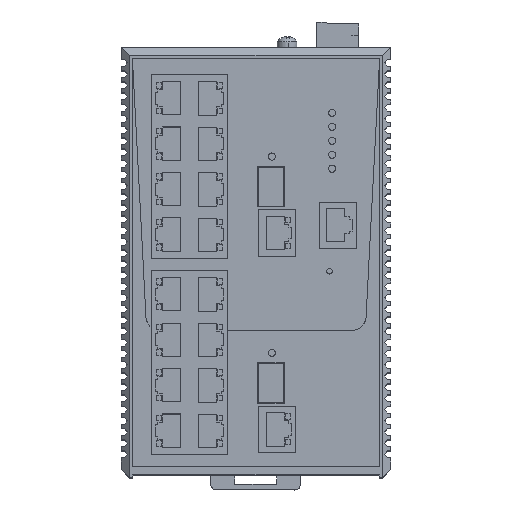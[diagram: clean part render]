
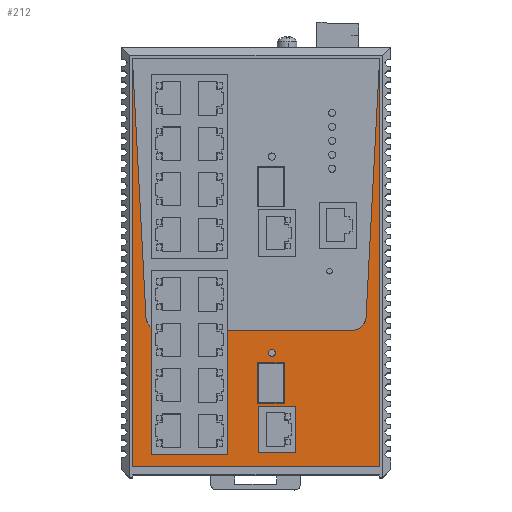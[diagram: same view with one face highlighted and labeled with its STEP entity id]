
A CAD part, top view. The second image highlights one B-rep face of the part: STEP entity #212.
In plain terms, the highlighted planar face has unit normal (0, 0, 1).
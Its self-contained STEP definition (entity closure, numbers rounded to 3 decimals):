
#34=AXIS2_PLACEMENT_3D('Plane Axis2P3D',#31,#32,#33) ;
#38=AXIS2_PLACEMENT_3D('Circle Axis2P3D',#36,#37,$) ;
#82=AXIS2_PLACEMENT_3D('Circle Axis2P3D',#80,#81,$) ;
#128=AXIS2_PLACEMENT_3D('Circle Axis2P3D',#126,#127,$) ;
#137=AXIS2_PLACEMENT_3D('Circle Axis2P3D',#135,#136,$) ;
#31=CARTESIAN_POINT('Axis2P3D Location',(48.2,81.2,118.9)) ;
#36=CARTESIAN_POINT('Axis2P3D Location',(13.846,61.867,118.9)) ;
#40=CARTESIAN_POINT('Vertex',(8.853,61.605,118.9)) ;
#42=CARTESIAN_POINT('Vertex',(10.8,57.901,118.9)) ;
#45=CARTESIAN_POINT('Line Origine',(6.426,107.902,118.9)) ;
#49=CARTESIAN_POINT('Vertex',(4.,154.2,118.9)) ;
#52=CARTESIAN_POINT('Line Origine',(4.,81.2,118.9)) ;
#56=CARTESIAN_POINT('Vertex',(4.,8.2,118.9)) ;
#59=CARTESIAN_POINT('Line Origine',(48.2,8.2,118.9)) ;
#63=CARTESIAN_POINT('Vertex',(92.4,8.2,118.9)) ;
#66=CARTESIAN_POINT('Line Origine',(92.4,81.2,118.9)) ;
#70=CARTESIAN_POINT('Vertex',(92.4,154.2,118.9)) ;
#73=CARTESIAN_POINT('Line Origine',(89.974,107.902,118.9)) ;
#77=CARTESIAN_POINT('Vertex',(87.547,61.605,118.9)) ;
#80=CARTESIAN_POINT('Axis2P3D Location',(82.554,61.867,118.9)) ;
#84=CARTESIAN_POINT('Vertex',(82.554,56.867,118.9)) ;
#87=CARTESIAN_POINT('Line Origine',(60.302,56.867,118.9)) ;
#91=CARTESIAN_POINT('Vertex',(38.05,56.867,118.9)) ;
#94=CARTESIAN_POINT('Line Origine',(38.05,34.661,118.9)) ;
#98=CARTESIAN_POINT('Vertex',(38.05,12.455,118.9)) ;
#101=CARTESIAN_POINT('Line Origine',(24.425,12.455,118.9)) ;
#105=CARTESIAN_POINT('Vertex',(10.8,12.455,118.9)) ;
#108=CARTESIAN_POINT('Line Origine',(10.8,35.178,118.9)) ;
#126=CARTESIAN_POINT('Axis2P3D Location',(53.85,48.85,118.9)) ;
#130=CARTESIAN_POINT('Vertex',(55.123,48.85,118.9)) ;
#132=CARTESIAN_POINT('Vertex',(52.577,48.85,118.9)) ;
#135=CARTESIAN_POINT('Axis2P3D Location',(53.85,48.85,118.9)) ;
#144=CARTESIAN_POINT('Line Origine',(49.133,21.5,118.9)) ;
#148=CARTESIAN_POINT('Vertex',(49.133,29.75,118.9)) ;
#150=CARTESIAN_POINT('Vertex',(49.133,13.25,118.9)) ;
#153=CARTESIAN_POINT('Line Origine',(55.758,29.75,118.9)) ;
#157=CARTESIAN_POINT('Vertex',(62.383,29.75,118.9)) ;
#160=CARTESIAN_POINT('Line Origine',(62.383,21.5,118.9)) ;
#164=CARTESIAN_POINT('Vertex',(62.383,13.25,118.9)) ;
#167=CARTESIAN_POINT('Line Origine',(55.758,13.25,118.9)) ;
#178=CARTESIAN_POINT('Line Origine',(53.525,30.881,118.9)) ;
#182=CARTESIAN_POINT('Vertex',(48.75,30.881,118.9)) ;
#184=CARTESIAN_POINT('Vertex',(58.3,30.881,118.9)) ;
#187=CARTESIAN_POINT('Line Origine',(48.75,38.131,118.9)) ;
#191=CARTESIAN_POINT('Vertex',(48.75,45.381,118.9)) ;
#194=CARTESIAN_POINT('Line Origine',(53.525,45.381,118.9)) ;
#198=CARTESIAN_POINT('Vertex',(58.3,45.381,118.9)) ;
#201=CARTESIAN_POINT('Line Origine',(58.3,38.131,118.9)) ;
#32=DIRECTION('Axis2P3D Direction',(0.,0.,1.)) ;
#33=DIRECTION('Axis2P3D XDirection',(1.,0.,0.)) ;
#37=DIRECTION('Axis2P3D Direction',(0.,0.,1.)) ;
#46=DIRECTION('Vector Direction',(-0.052,0.999,0.)) ;
#53=DIRECTION('Vector Direction',(0.,-1.,0.)) ;
#60=DIRECTION('Vector Direction',(-1.,0.,0.)) ;
#67=DIRECTION('Vector Direction',(0.,-1.,0.)) ;
#74=DIRECTION('Vector Direction',(-0.052,-0.999,0.)) ;
#81=DIRECTION('Axis2P3D Direction',(0.,0.,1.)) ;
#88=DIRECTION('Vector Direction',(-1.,0.,0.)) ;
#95=DIRECTION('Vector Direction',(0.,1.,0.)) ;
#102=DIRECTION('Vector Direction',(1.,0.,0.)) ;
#109=DIRECTION('Vector Direction',(0.,-1.,0.)) ;
#127=DIRECTION('Axis2P3D Direction',(0.,0.,1.)) ;
#136=DIRECTION('Axis2P3D Direction',(0.,0.,1.)) ;
#145=DIRECTION('Vector Direction',(0.,-1.,0.)) ;
#154=DIRECTION('Vector Direction',(-1.,0.,0.)) ;
#161=DIRECTION('Vector Direction',(0.,1.,0.)) ;
#168=DIRECTION('Vector Direction',(1.,0.,0.)) ;
#179=DIRECTION('Vector Direction',(1.,0.,0.)) ;
#188=DIRECTION('Vector Direction',(0.,-1.,0.)) ;
#195=DIRECTION('Vector Direction',(-1.,0.,0.)) ;
#202=DIRECTION('Vector Direction',(0.,1.,0.)) ;
#47=VECTOR('Line Direction',#46,1.) ;
#54=VECTOR('Line Direction',#53,1.) ;
#61=VECTOR('Line Direction',#60,1.) ;
#68=VECTOR('Line Direction',#67,1.) ;
#75=VECTOR('Line Direction',#74,1.) ;
#89=VECTOR('Line Direction',#88,1.) ;
#96=VECTOR('Line Direction',#95,1.) ;
#103=VECTOR('Line Direction',#102,1.) ;
#110=VECTOR('Line Direction',#109,1.) ;
#146=VECTOR('Line Direction',#145,1.) ;
#155=VECTOR('Line Direction',#154,1.) ;
#162=VECTOR('Line Direction',#161,1.) ;
#169=VECTOR('Line Direction',#168,1.) ;
#180=VECTOR('Line Direction',#179,1.) ;
#189=VECTOR('Line Direction',#188,1.) ;
#196=VECTOR('Line Direction',#195,1.) ;
#203=VECTOR('Line Direction',#202,1.) ;
#114=ORIENTED_EDGE('',*,*,#44,.F.) ;
#115=ORIENTED_EDGE('',*,*,#51,.F.) ;
#116=ORIENTED_EDGE('',*,*,#58,.T.) ;
#117=ORIENTED_EDGE('',*,*,#65,.F.) ;
#118=ORIENTED_EDGE('',*,*,#72,.F.) ;
#119=ORIENTED_EDGE('',*,*,#79,.F.) ;
#120=ORIENTED_EDGE('',*,*,#86,.F.) ;
#121=ORIENTED_EDGE('',*,*,#93,.T.) ;
#122=ORIENTED_EDGE('',*,*,#100,.F.) ;
#123=ORIENTED_EDGE('',*,*,#107,.F.) ;
#124=ORIENTED_EDGE('',*,*,#112,.F.) ;
#141=ORIENTED_EDGE('',*,*,#134,.F.) ;
#142=ORIENTED_EDGE('',*,*,#139,.F.) ;
#173=ORIENTED_EDGE('',*,*,#152,.F.) ;
#174=ORIENTED_EDGE('',*,*,#159,.F.) ;
#175=ORIENTED_EDGE('',*,*,#166,.F.) ;
#176=ORIENTED_EDGE('',*,*,#171,.F.) ;
#207=ORIENTED_EDGE('',*,*,#186,.F.) ;
#208=ORIENTED_EDGE('',*,*,#193,.F.) ;
#209=ORIENTED_EDGE('',*,*,#200,.F.) ;
#210=ORIENTED_EDGE('',*,*,#205,.F.) ;
#143=FACE_BOUND('',#140,.T.) ;
#177=FACE_BOUND('',#172,.T.) ;
#211=FACE_BOUND('',#206,.T.) ;
#212=ADVANCED_FACE('SWITCH',(#125,#143,#177,#211),#35,.T.) ;
#39=CIRCLE('generated circle',#38,5.001) ;
#83=CIRCLE('generated circle',#82,5.) ;
#129=CIRCLE('generated circle',#128,1.273) ;
#138=CIRCLE('generated circle',#137,1.273) ;
#44=EDGE_CURVE('',#41,#43,#39,.T.) ;
#51=EDGE_CURVE('',#50,#41,#48,.F.) ;
#58=EDGE_CURVE('',#50,#57,#55,.T.) ;
#65=EDGE_CURVE('',#64,#57,#62,.T.) ;
#72=EDGE_CURVE('',#71,#64,#69,.T.) ;
#79=EDGE_CURVE('',#78,#71,#76,.F.) ;
#86=EDGE_CURVE('',#85,#78,#83,.T.) ;
#93=EDGE_CURVE('',#85,#92,#90,.T.) ;
#100=EDGE_CURVE('',#99,#92,#97,.T.) ;
#107=EDGE_CURVE('',#106,#99,#104,.T.) ;
#112=EDGE_CURVE('',#43,#106,#111,.T.) ;
#134=EDGE_CURVE('',#131,#133,#129,.T.) ;
#139=EDGE_CURVE('',#133,#131,#138,.T.) ;
#152=EDGE_CURVE('',#149,#151,#147,.T.) ;
#159=EDGE_CURVE('',#158,#149,#156,.T.) ;
#166=EDGE_CURVE('',#165,#158,#163,.T.) ;
#171=EDGE_CURVE('',#151,#165,#170,.T.) ;
#186=EDGE_CURVE('',#183,#185,#181,.T.) ;
#193=EDGE_CURVE('',#192,#183,#190,.T.) ;
#200=EDGE_CURVE('',#199,#192,#197,.T.) ;
#205=EDGE_CURVE('',#185,#199,#204,.T.) ;
#113=EDGE_LOOP('',(#114,#115,#116,#117,#118,#119,#120,#121,#122,#123,#124)) ;
#140=EDGE_LOOP('',(#141,#142)) ;
#172=EDGE_LOOP('',(#173,#174,#175,#176)) ;
#206=EDGE_LOOP('',(#207,#208,#209,#210)) ;
#125=FACE_OUTER_BOUND('',#113,.T.) ;
#48=LINE('Line',#45,#47) ;
#55=LINE('Line',#52,#54) ;
#62=LINE('Line',#59,#61) ;
#69=LINE('Line',#66,#68) ;
#76=LINE('Line',#73,#75) ;
#90=LINE('Line',#87,#89) ;
#97=LINE('Line',#94,#96) ;
#104=LINE('Line',#101,#103) ;
#111=LINE('Line',#108,#110) ;
#147=LINE('Line',#144,#146) ;
#156=LINE('Line',#153,#155) ;
#163=LINE('Line',#160,#162) ;
#170=LINE('Line',#167,#169) ;
#181=LINE('Line',#178,#180) ;
#190=LINE('Line',#187,#189) ;
#197=LINE('Line',#194,#196) ;
#204=LINE('Line',#201,#203) ;
#35=PLANE('',#34) ;
#41=VERTEX_POINT('',#40) ;
#43=VERTEX_POINT('',#42) ;
#50=VERTEX_POINT('',#49) ;
#57=VERTEX_POINT('',#56) ;
#64=VERTEX_POINT('',#63) ;
#71=VERTEX_POINT('',#70) ;
#78=VERTEX_POINT('',#77) ;
#85=VERTEX_POINT('',#84) ;
#92=VERTEX_POINT('',#91) ;
#99=VERTEX_POINT('',#98) ;
#106=VERTEX_POINT('',#105) ;
#131=VERTEX_POINT('',#130) ;
#133=VERTEX_POINT('',#132) ;
#149=VERTEX_POINT('',#148) ;
#151=VERTEX_POINT('',#150) ;
#158=VERTEX_POINT('',#157) ;
#165=VERTEX_POINT('',#164) ;
#183=VERTEX_POINT('',#182) ;
#185=VERTEX_POINT('',#184) ;
#192=VERTEX_POINT('',#191) ;
#199=VERTEX_POINT('',#198) ;
